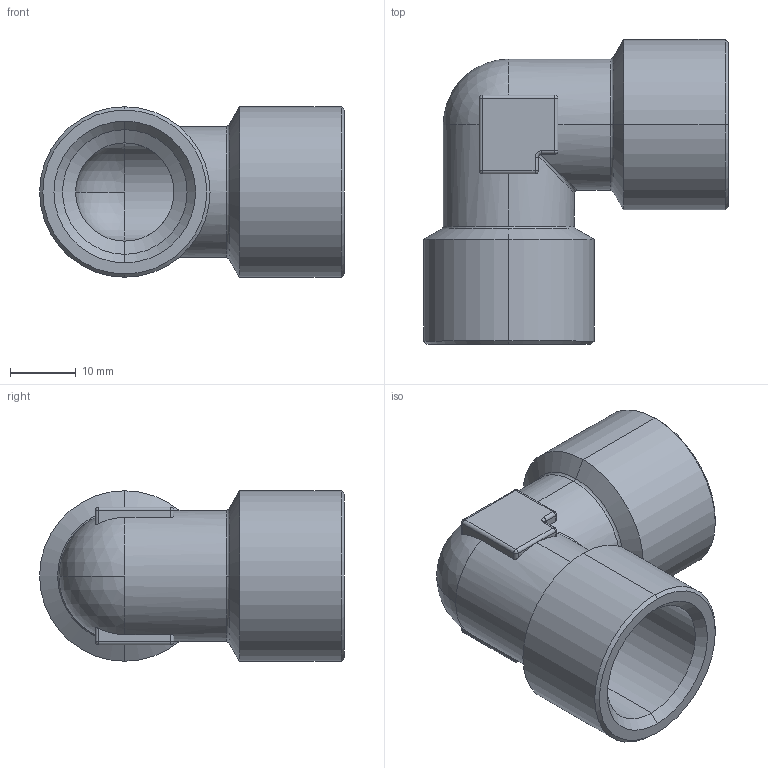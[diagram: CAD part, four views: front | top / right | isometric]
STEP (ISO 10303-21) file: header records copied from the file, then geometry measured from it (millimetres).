
FILE_DESCRIPTION (( 'STEP AP203' ), '1' );
FILE_NAME ('05110004.STEP', '2010-09-13T08:54:53', ( 'Flavio' ), ( '' ), 'SwSTEP 2.0', 'SolidWorks 2009', '' );
FILE_SCHEMA (( 'CONFIG_CONTROL_DESIGN' ));
Length unit declared in the file: millimetre
Products named in the file (1): 05110004
Bounding box: 46.5 x 46.5 x 26 mm (x, y, z)
Volume: 13123.4 mm3; surface area: 9078.5 mm2
Topology: 1 solids, 1 shells, 98 faces, 230 edges, 120 vertices
Faces by surface type: cylinder 40, plane 20, cone 16, sphere 14, torus 6, bspline 2
Entity records: 3123 total; most frequent: CARTESIAN_POINT 879, DIRECTION 494, ORIENTED_EDGE 432, EDGE_CURVE 216, AXIS2_PLACEMENT_3D 201, VERTEX_POINT 120, CIRCLE 104, EDGE_LOOP 100
